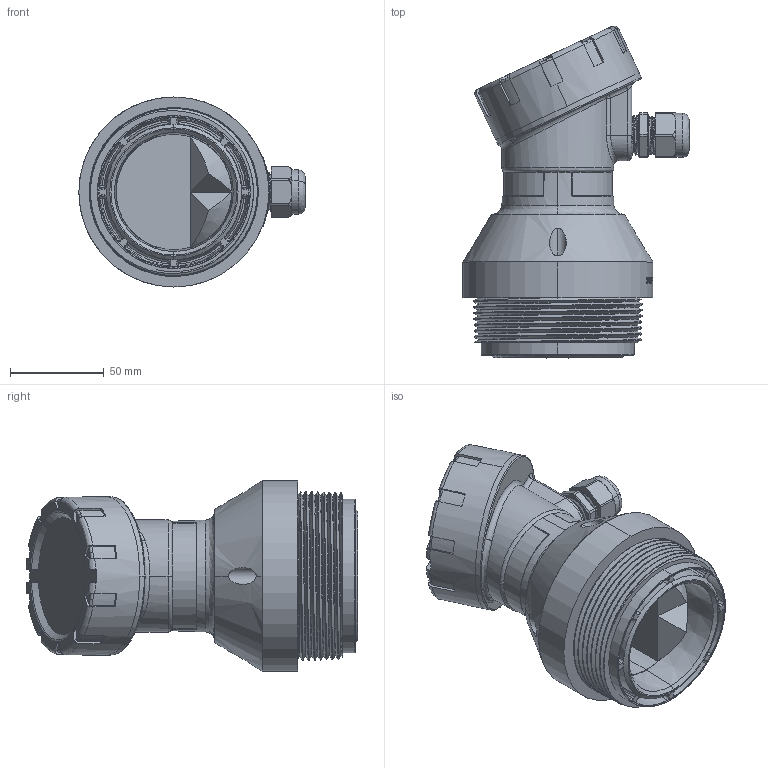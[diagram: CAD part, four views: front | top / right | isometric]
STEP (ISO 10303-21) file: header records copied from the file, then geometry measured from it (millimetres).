
FILE_DESCRIPTION (( 'STEP AP214' ), '1' );
FILE_NAME ('UG12-0001-00.STEP', '2021-01-05T14:59:54', ( '' ), ( '' ), 'SwSTEP 2.0', 'SolidWorks 2017', '' );
FILE_SCHEMA (( 'AUTOMOTIVE_DESIGN' ));
Length unit declared in the file: inch
Products named in the file (1): UG12-0001-00
Bounding box: 120.95 x 177.41 x 101.6 mm (x, y, z)
Volume: 393497.3 mm3; surface area: 192437.2 mm2
Topology: 9 solids, 9 shells, 908 faces, 2292 edges, 1451 vertices
Faces by surface type: plane 335, cylinder 230, bspline 212, cone 131
Entity records: 75371 total; most frequent: CARTESIAN_POINT 43576, ORIENTED_EDGE 4584, DIRECTION 3483, EDGE_CURVE 2292, VERTEX_POINT 1451, AXIS2_PLACEMENT_3D 1255, EDGE_LOOP 983, VECTOR 973
